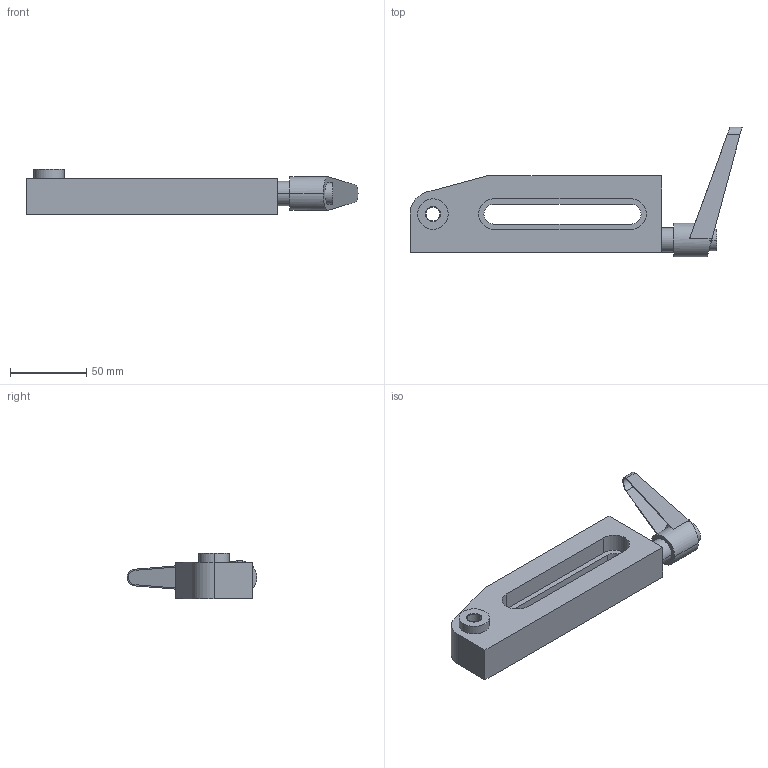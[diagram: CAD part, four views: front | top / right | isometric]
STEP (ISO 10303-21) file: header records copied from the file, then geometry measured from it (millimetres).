
FILE_DESCRIPTION(('STEP AP214'),'1');
FILE_NAME(' ',' ',('TraceParts'),('TraceParts S.A.'),'XStep 1.0',' ',' ');
FILE_SCHEMA(('automotive_design'));
Length unit declared in the file: millimetre
Products named in the file (3): 1; 2; 3
Bounding box: 217.7 x 85 x 30 mm (x, y, z)
Volume: 160198.3 mm3; surface area: 40629.2 mm2
Topology: 3 solids, 3 shells, 68 faces, 165 edges, 107 vertices
Faces by surface type: plane 38, cylinder 22, cone 8
Entity records: 3956 total; most frequent: DIRECTION 358, CARTESIAN_POINT 357, STYLED_ITEM 341, PRESENTATION_STYLE_ASSIGNMENT 341, COLOUR_RGB 341, ORIENTED_EDGE 326, EDGE_CURVE 163, CURVE_STYLE 163
